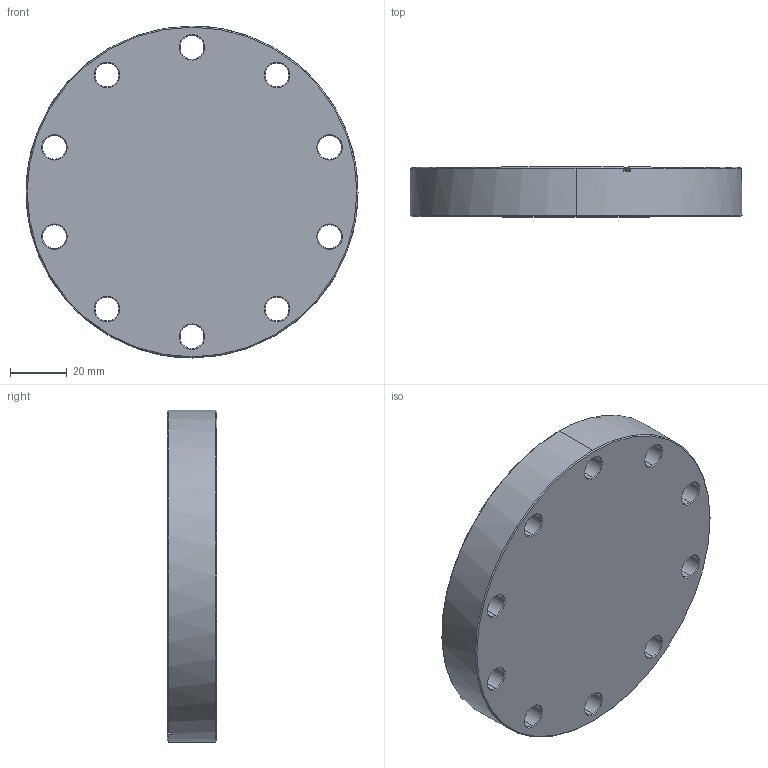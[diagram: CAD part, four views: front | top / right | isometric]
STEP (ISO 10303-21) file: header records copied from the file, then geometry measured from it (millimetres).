
FILE_DESCRIPTION (( 'STEP AP214' ), '1' );
FILE_NAME ('Hositrad_CF75-B.STEP', '2017-08-22T07:45:10', ( 'Gebruiker' ), ( '' ), 'SwSTEP 2.0', 'SolidWorks 2017', '' );
FILE_SCHEMA (( 'AUTOMOTIVE_DESIGN' ));
Length unit declared in the file: millimetre
Products named in the file (1): Hositrad_CF75-B
Bounding box: 117.4 x 17.5 x 117.4 mm (x, y, z)
Volume: 171678.1 mm3; surface area: 32090.8 mm2
Topology: 1 solids, 1 shells, 91 faces, 214 edges, 127 vertices
Faces by surface type: cone 49, cylinder 24, plane 18
Entity records: 2683 total; most frequent: DIRECTION 495, CARTESIAN_POINT 463, ORIENTED_EDGE 428, EDGE_CURVE 214, AXIS2_PLACEMENT_3D 199, VERTEX_POINT 127, EDGE_LOOP 113, CIRCLE 107
